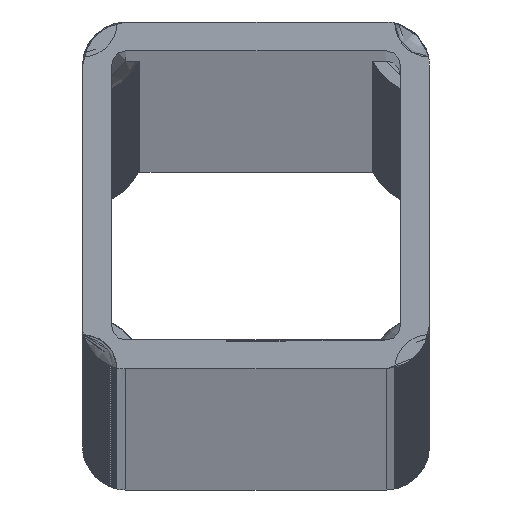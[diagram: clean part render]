
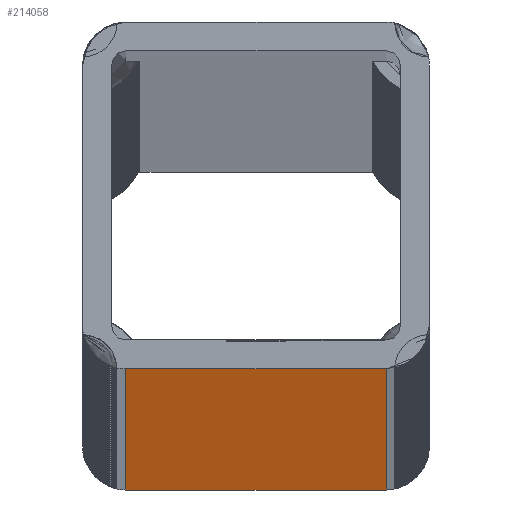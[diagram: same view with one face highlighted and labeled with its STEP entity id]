
A CAD part, top view. The second image highlights one B-rep face of the part: STEP entity #214058.
In plain terms, the highlighted planar face has unit normal (0, -1, 0).
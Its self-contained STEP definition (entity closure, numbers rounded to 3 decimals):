
#2853 = VECTOR ( 'NONE', #196485, 1000. ) ;
#3497 = CARTESIAN_POINT ( 'NONE',  ( -11.25, -15., -6000. ) ) ;
#14513 = VERTEX_POINT ( 'NONE', #56569 ) ;
#16562 = EDGE_CURVE ( 'NONE', #108965, #237914, #124808, .T. ) ;
#23725 = LINE ( 'NONE', #237141, #58129 ) ;
#26084 = DIRECTION ( 'NONE',  ( 0., -1., 0. ) ) ;
#33778 = DIRECTION ( 'NONE',  ( 1., 0., 0. ) ) ;
#39432 = DIRECTION ( 'NONE',  ( 1., 0., 0. ) ) ;
#56569 = CARTESIAN_POINT ( 'NONE',  ( -11.25, -15., 0. ) ) ;
#58129 = VECTOR ( 'NONE', #39432, 1000. ) ;
#65388 = FACE_OUTER_BOUND ( 'NONE', #102862, .T. ) ;
#67156 = CARTESIAN_POINT ( 'NONE',  ( -11.25, -15., -6000. ) ) ;
#86624 = ORIENTED_EDGE ( 'NONE', *, *, #207562, .T. ) ;
#99061 = CARTESIAN_POINT ( 'NONE',  ( 11.25, -15., -6000. ) ) ;
#102862 = EDGE_LOOP ( 'NONE', ( #142552, #116816, #86624, #259579 ) ) ;
#108965 = VERTEX_POINT ( 'NONE', #99061 ) ;
#109120 = CARTESIAN_POINT ( 'NONE',  ( 11.25, -15., 0. ) ) ;
#116816 = ORIENTED_EDGE ( 'NONE', *, *, #178682, .T. ) ;
#117075 = LINE ( 'NONE', #196441, #220464 ) ;
#124808 = LINE ( 'NONE', #175549, #2853 ) ;
#125826 = DIRECTION ( 'NONE',  ( 0., 0., -1. ) ) ;
#126413 = VERTEX_POINT ( 'NONE', #67156 ) ;
#142552 = ORIENTED_EDGE ( 'NONE', *, *, #190400, .F. ) ;
#150281 = CARTESIAN_POINT ( 'NONE',  ( -15., -15., -6000. ) ) ;
#152940 = DIRECTION ( 'NONE',  ( 0., 0., -1. ) ) ;
#175549 = CARTESIAN_POINT ( 'NONE',  ( 11.25, -15., -6000. ) ) ;
#178682 = EDGE_CURVE ( 'NONE', #14513, #126413, #258787, .T. ) ;
#183546 = VECTOR ( 'NONE', #152940, 1000. ) ;
#190400 = EDGE_CURVE ( 'NONE', #14513, #237914, #23725, .T. ) ;
#190525 = PLANE ( 'NONE',  #243354 ) ;
#196441 = CARTESIAN_POINT ( 'NONE',  ( -15., -15., -6000. ) ) ;
#196485 = DIRECTION ( 'NONE',  ( 0., 0., 1. ) ) ;
#207562 = EDGE_CURVE ( 'NONE', #126413, #108965, #117075, .T. ) ;
#214058 = ADVANCED_FACE ( 'NONE', ( #65388 ), #190525, .T. ) ;
#220464 = VECTOR ( 'NONE', #33778, 1000. ) ;
#237141 = CARTESIAN_POINT ( 'NONE',  ( -15., -15., 0. ) ) ;
#237914 = VERTEX_POINT ( 'NONE', #109120 ) ;
#243354 = AXIS2_PLACEMENT_3D ( 'NONE', #150281, #26084, #125826 ) ;
#258787 = LINE ( 'NONE', #3497, #183546 ) ;
#259579 = ORIENTED_EDGE ( 'NONE', *, *, #16562, .T. ) ;
